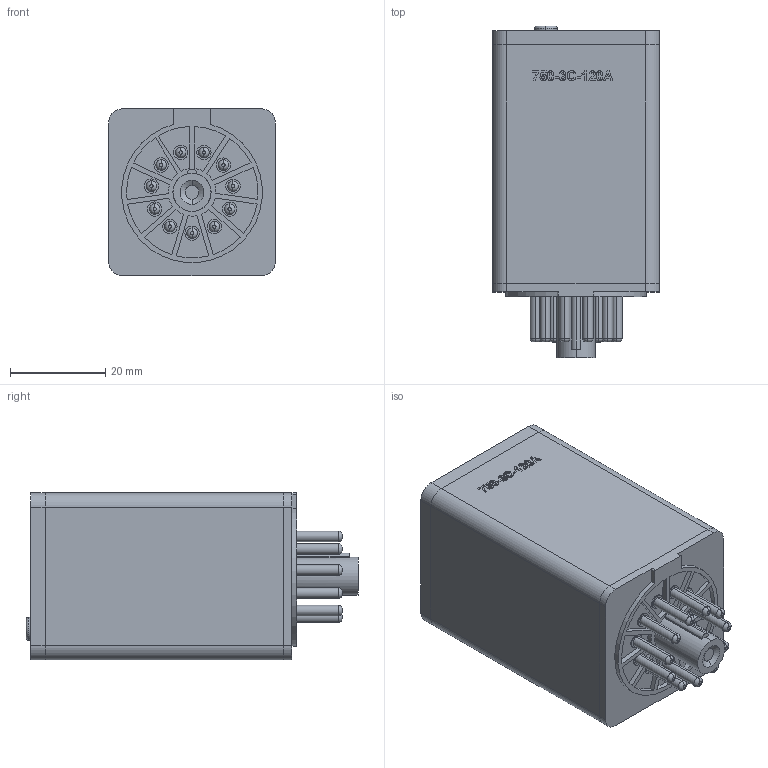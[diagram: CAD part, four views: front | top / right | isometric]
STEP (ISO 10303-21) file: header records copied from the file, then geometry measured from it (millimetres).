
FILE_DESCRIPTION (( 'STEP AP214' ), '1' );
FILE_NAME ('750-3C-120A.STEP', '2013-11-12T20:50:51', ( '' ), ( '' ), 'SwSTEP 2.0', 'SolidWorks 2013', '' );
FILE_SCHEMA (( 'AUTOMOTIVE_DESIGN' ));
Length unit declared in the file: millimetre
Products named in the file (1): 750-3C-120A
Bounding box: 35 x 69.6 x 35.12 mm (x, y, z)
Volume: 67626.5 mm3; surface area: 16685.9 mm2
Topology: 5 solids, 5 shells, 402 faces, 973 edges, 639 vertices
Faces by surface type: plane 201, cylinder 104, bspline 71, torus 24, cone 2
Entity records: 19394 total; most frequent: CARTESIAN_POINT 6070, ORIENTED_EDGE 1946, DIRECTION 1757, EDGE_CURVE 973, VERTEX_POINT 639, AXIS2_PLACEMENT_3D 594, LINE 569, VECTOR 569
